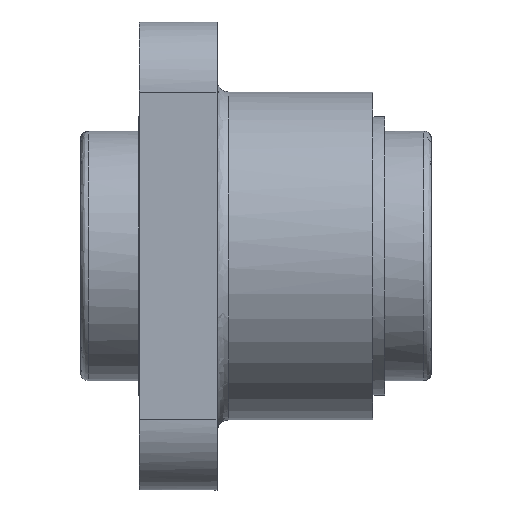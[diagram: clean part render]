
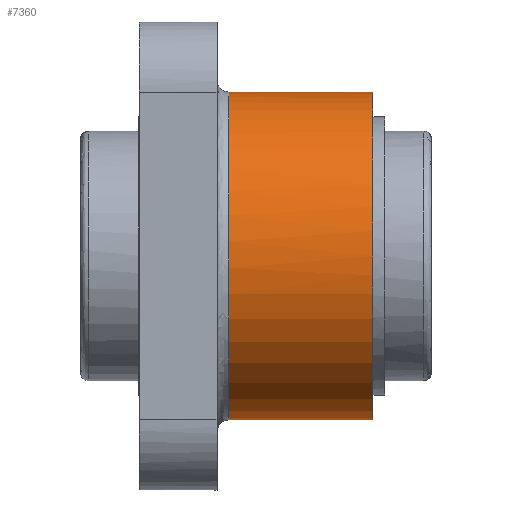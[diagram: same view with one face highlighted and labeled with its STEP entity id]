
A CAD part, front view. The second image highlights one B-rep face of the part: STEP entity #7360.
In plain terms, the highlighted free-form (B-spline) face has degree [3, 1] with [7, 2] control points.
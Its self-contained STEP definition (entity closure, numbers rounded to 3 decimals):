
#4360 = CARTESIAN_POINT ('', (37.5, 0., -21.));
#4370 = VERTEX_POINT ('', #4360);
#4380 = CARTESIAN_POINT ('', (37.5, -21., 0.));
#4390 = VERTEX_POINT ('', #4380);
#4400 = CARTESIAN_POINT ('', (37.5, 0., -21.));
#4410 = CARTESIAN_POINT ('', (37.5, -10.5, -21.));
#4420 = CARTESIAN_POINT ('', (37.5, -21., -14.));
#4430 = CARTESIAN_POINT ('', (37.5, -21., 0.));
#4440 = (
   BOUNDED_CURVE ()
   B_SPLINE_CURVE (3, (#4400, #4410, #4420, #4430), .UNSPECIFIED., .F., .U.)
   B_SPLINE_CURVE_WITH_KNOTS ((4, 4), (0., 1.), .UNSPECIFIED.)
   CURVE ()
   GEOMETRIC_REPRESENTATION_ITEM ()
   RATIONAL_B_SPLINE_CURVE ((1., 0.667, 0.5, 0.5))
   REPRESENTATION_ITEM ('')
);
#4450 = EDGE_CURVE ('', #4370, #4390, #4440, .T.);
#4470 = CARTESIAN_POINT ('', (37.5, 21., 0.));
#4480 = VERTEX_POINT ('', #4470);
#4490 = CARTESIAN_POINT ('', (37.5, 21., 0.));
#4500 = CARTESIAN_POINT ('', (37.5, 21., -14.));
#4510 = CARTESIAN_POINT ('', (37.5, 10.5, -21.));
#4520 = CARTESIAN_POINT ('', (37.5, 0., -21.));
#4530 = (
   BOUNDED_CURVE ()
   B_SPLINE_CURVE (3, (#4490, #4500, #4510, #4520), .UNSPECIFIED., .F., .U.)
   B_SPLINE_CURVE_WITH_KNOTS ((4, 4), (0., 1.), .UNSPECIFIED.)
   CURVE ()
   GEOMETRIC_REPRESENTATION_ITEM ()
   RATIONAL_B_SPLINE_CURVE ((0.5, 0.5, 0.667, 1.))
   REPRESENTATION_ITEM ('')
);
#4540 = EDGE_CURVE ('', #4480, #4370, #4530, .T.);
#4560 = CARTESIAN_POINT ('', (37.5, -21., 0.));
#4570 = CARTESIAN_POINT ('', (37.5, -21., 14.));
#4580 = CARTESIAN_POINT ('', (37.5, -10.5, 21.));
#4590 = CARTESIAN_POINT ('', (37.5, 0., 21.));
#4600 = CARTESIAN_POINT ('', (37.5, 10.5, 21.));
#4610 = CARTESIAN_POINT ('', (37.5, 21., 14.));
#4620 = CARTESIAN_POINT ('', (37.5, 21., 0.));
#4630 = (
   BOUNDED_CURVE ()
   B_SPLINE_CURVE (3, (#4560, #4570, #4580, #4590, #4600, #4610, #4620), .UNSPECIFIED., .F., .U.)
   B_SPLINE_CURVE_WITH_KNOTS ((4, 3, 4), (0., 0.5, 1.), .UNSPECIFIED.)
   CURVE ()
   GEOMETRIC_REPRESENTATION_ITEM ()
   RATIONAL_B_SPLINE_CURVE ((0.5, 0.5, 0.667, 1., 0.667, 0.5, 0.5))
   REPRESENTATION_ITEM ('')
);
#4640 = EDGE_CURVE ('', #4390, #4480, #4630, .T.);
#6980 = CARTESIAN_POINT ('', (19., 0., -21.));
#6990 = VERTEX_POINT ('', #6980);
#7000 = CARTESIAN_POINT ('', (19., 0., -21.));
#7010 = CARTESIAN_POINT ('', (19., -42., -21.));
#7020 = CARTESIAN_POINT ('', (19., -42., 21.));
#7030 = CARTESIAN_POINT ('', (19., 0., 21.));
#7040 = CARTESIAN_POINT ('', (19., 42., 21.));
#7050 = CARTESIAN_POINT ('', (19., 42., -21.));
#7060 = CARTESIAN_POINT ('', (19., 0., -21.));
#7070 = (
   BOUNDED_CURVE ()
   B_SPLINE_CURVE (3, (#7000, #7010, #7020, #7030, #7040, #7050, #7060), .UNSPECIFIED., .T., .U.)
   B_SPLINE_CURVE_WITH_KNOTS ((4, 3, 4), (0., 0.5, 1.), .UNSPECIFIED.)
   CURVE ()
   GEOMETRIC_REPRESENTATION_ITEM ()
   RATIONAL_B_SPLINE_CURVE ((0.957, 0.319, 0.319, 0.957, 0.319, 0.319, 0.957))
   REPRESENTATION_ITEM ('')
);
#7080 = EDGE_CURVE ('', #6990, #6990, #7070, .T.);
#7090 = ORIENTED_EDGE ('', *, *, #7080, .F.);
#7100 = CARTESIAN_POINT ('', (19., 0., -21.));
#7110 = CARTESIAN_POINT ('', (37.5, 0., -21.));
#7120 = B_SPLINE_CURVE_WITH_KNOTS ('', 1, (#7100, #7110), .UNSPECIFIED., .F., .U., (2, 2), (0., 1.), .UNSPECIFIED.);
#7130 = EDGE_CURVE ('', #6990, #4370, #7120, .T.);
#7140 = ORIENTED_EDGE ('', *, *, #7130, .T.);
#7150 = ORIENTED_EDGE ('', *, *, #4450, .T.);
#7160 = ORIENTED_EDGE ('', *, *, #4640, .T.);
#7170 = ORIENTED_EDGE ('', *, *, #4540, .T.);
#7180 = ORIENTED_EDGE ('', *, *, #7130, .F.);
#7190 = EDGE_LOOP ('', (#7090, #7140, #7150, #7160, #7170, #7180));
#7200 = FACE_OUTER_BOUND ('', #7190, .T.);
#7210 = CARTESIAN_POINT ('', (17.15, 0., -21.));
#7220 = CARTESIAN_POINT ('', (39.35, 0., -21.));
#7230 = CARTESIAN_POINT ('', (17.15, 42., -21.));
#7240 = CARTESIAN_POINT ('', (39.35, 42., -21.));
#7250 = CARTESIAN_POINT ('', (17.15, 42., 21.));
#7260 = CARTESIAN_POINT ('', (39.35, 42., 21.));
#7270 = CARTESIAN_POINT ('', (17.15, 0., 21.));
#7280 = CARTESIAN_POINT ('', (39.35, 0., 21.));
#7290 = CARTESIAN_POINT ('', (17.15, -42., 21.));
#7300 = CARTESIAN_POINT ('', (39.35, -42., 21.));
#7310 = CARTESIAN_POINT ('', (17.15, -42., -21.));
#7320 = CARTESIAN_POINT ('', (39.35, -42., -21.));
#7330 = CARTESIAN_POINT ('', (17.15, 0., -21.));
#7340 = CARTESIAN_POINT ('', (39.35, 0., -21.));
#7350 = (
   BOUNDED_SURFACE ()
   B_SPLINE_SURFACE (3, 1, ((#7210, #7220), (#7230, #7240), (#7250, #7260), (#7270, #7280), (#7290, #7300), (#7310, #7320), (#7330, #7340)), .UNSPECIFIED., .T., .F., .U.)
   B_SPLINE_SURFACE_WITH_KNOTS ((4, 3, 4), (2, 2), (0., 0.5, 1.), (0., 1.), .UNSPECIFIED.)
   SURFACE ()
   GEOMETRIC_REPRESENTATION_ITEM ()
   RATIONAL_B_SPLINE_SURFACE (((1., 1.), (0.333, 0.333), (0.333, 0.333), (1., 1.), (0.333, 0.333), (0.333, 0.333), (1., 1.)))
   REPRESENTATION_ITEM ('')
);
#7360 = ADVANCED_FACE ('', (#7200), #7350, .T.);
